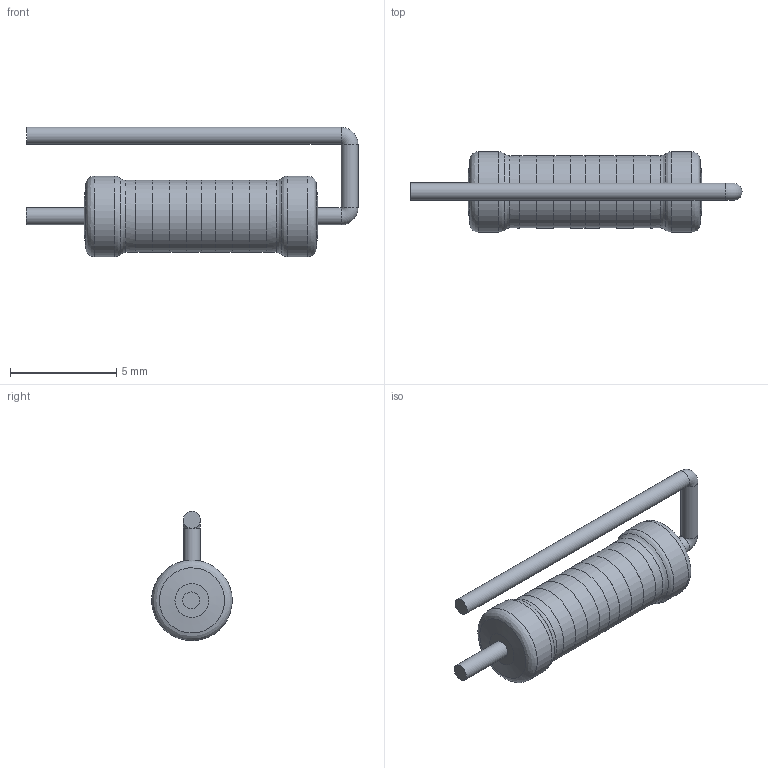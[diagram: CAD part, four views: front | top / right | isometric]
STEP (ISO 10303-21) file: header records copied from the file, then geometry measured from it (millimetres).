
FILE_DESCRIPTION(('FreeCAD Model'),'2;1');
FILE_NAME('3_8_v.stp', '2015-04-18T20:05:16',('FreeCAD'),('FreeCAD'), 'Open CASCADE STEP processor 6.7','FreeCAD','Unknown');
FILE_SCHEMA(('AUTOMOTIVE_DESIGN_CC2 { 1 2 10303 214 -1 1 5 4 }'));
Length unit declared in the file: millimetre
Products named in the file (2): Fusion; Fusion001
Bounding box: 15.65 x 3.79 x 6.1 mm (x, y, z)
Volume: 117.3 mm3; surface area: 199.5 mm2
Topology: 3 solids, 3 shells, 40 faces, 63 edges, 37 vertices
Faces by surface type: cylinder 16, plane 14, bspline 6, cone 2, torus 2
Full cylindrical faces by diameter (mm): 0.8 x4, 3.398 x4, 3.4 x6, 3.8 x2
Entity records: 2529 total; most frequent: CARTESIAN_POINT 1070, DIRECTION 194, ORIENTED_EDGE 126, PCURVE 126, DEFINITIONAL_REPRESENTATION 126, B_SPLINE_CURVE_WITH_KNOTS 65, AXIS2_PLACEMENT_3D 64, EDGE_CURVE 63
